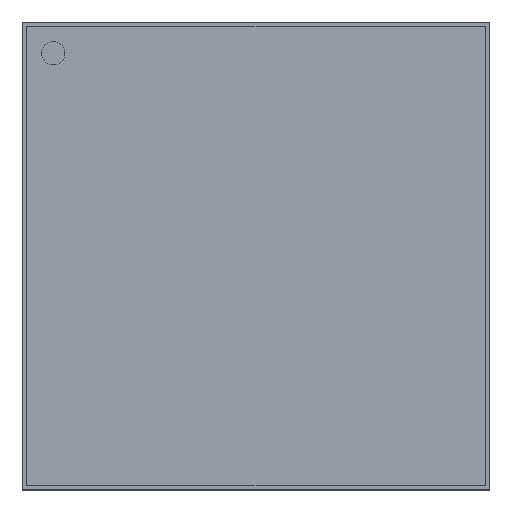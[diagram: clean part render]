
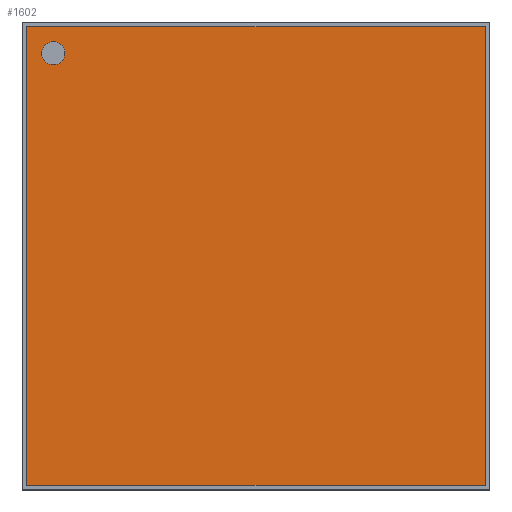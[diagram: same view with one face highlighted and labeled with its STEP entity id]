
A CAD part, top view. The second image highlights one B-rep face of the part: STEP entity #1602.
In plain terms, the highlighted planar face has unit normal (0, 0, 1).
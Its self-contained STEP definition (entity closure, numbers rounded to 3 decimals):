
#96=FACE_BOUND('',#426,.T.);
#104=PLANE('',#1862);
#126=LINE('',#2860,#151);
#127=LINE('',#2862,#152);
#128=LINE('',#2864,#153);
#129=LINE('',#2865,#154);
#151=VECTOR('',#2394,1.);
#152=VECTOR('',#2395,1.);
#153=VECTOR('',#2396,1.);
#154=VECTOR('',#2397,1.);
#249=FACE_OUTER_BOUND('',#425,.T.);
#425=EDGE_LOOP('',(#1321,#1322,#1323,#1324));
#426=EDGE_LOOP('',(#1325));
#593=CIRCLE('',#1853,0.125);
#757=VERTEX_POINT('',#2817);
#771=VERTEX_POINT('',#2858);
#772=VERTEX_POINT('',#2859);
#773=VERTEX_POINT('',#2861);
#774=VERTEX_POINT('',#2863);
#937=EDGE_CURVE('',#757,#757,#593,.T.);
#956=EDGE_CURVE('',#771,#772,#126,.T.);
#957=EDGE_CURVE('',#772,#773,#127,.T.);
#958=EDGE_CURVE('',#773,#774,#128,.T.);
#959=EDGE_CURVE('',#774,#771,#129,.T.);
#1321=ORIENTED_EDGE('',*,*,#956,.T.);
#1322=ORIENTED_EDGE('',*,*,#957,.T.);
#1323=ORIENTED_EDGE('',*,*,#958,.T.);
#1324=ORIENTED_EDGE('',*,*,#959,.T.);
#1325=ORIENTED_EDGE('',*,*,#937,.T.);
#1602=ADVANCED_FACE('',(#249,#96),#104,.F.);
#1853=AXIS2_PLACEMENT_3D('',#2818,#2357,#2358);
#1862=AXIS2_PLACEMENT_3D('',#2857,#2392,#2393);
#2357=DIRECTION('center_axis',(0.,0.,-1.));
#2358=DIRECTION('ref_axis',(1.,0.,0.));
#2392=DIRECTION('center_axis',(0.,0.,-1.));
#2393=DIRECTION('ref_axis',(1.,0.,0.));
#2394=DIRECTION('',(0.,1.,0.));
#2395=DIRECTION('',(-1.,0.,0.));
#2396=DIRECTION('',(0.,-1.,0.));
#2397=DIRECTION('',(1.,0.,0.));
#2817=CARTESIAN_POINT('',(-2.292,2.167,0.83));
#2818=CARTESIAN_POINT('Origin',(-2.167,2.167,0.83));
#2857=CARTESIAN_POINT('Origin',(0.,0.,0.83));
#2858=CARTESIAN_POINT('',(2.45,-2.45,0.83));
#2859=CARTESIAN_POINT('',(2.45,2.45,0.83));
#2860=CARTESIAN_POINT('',(2.45,0.,0.83));
#2861=CARTESIAN_POINT('',(-2.45,2.45,0.83));
#2862=CARTESIAN_POINT('',(0.,2.45,0.83));
#2863=CARTESIAN_POINT('',(-2.45,-2.45,0.83));
#2864=CARTESIAN_POINT('',(-2.45,0.,0.83));
#2865=CARTESIAN_POINT('',(0.,-2.45,0.83));
